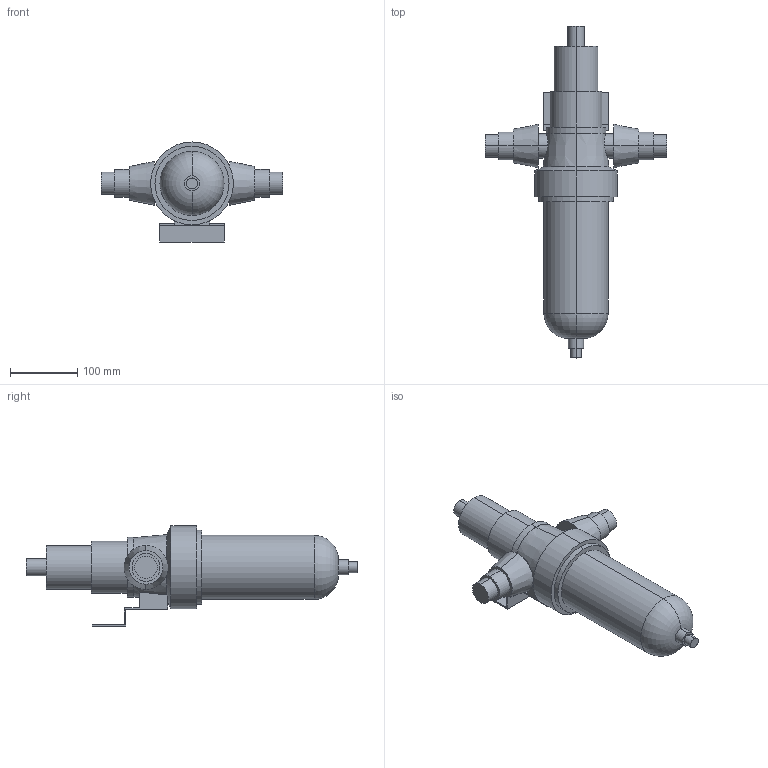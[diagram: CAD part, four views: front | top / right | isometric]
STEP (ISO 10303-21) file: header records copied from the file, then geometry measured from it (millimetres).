
FILE_DESCRIPTION (( 'STEP AP214' ), '1' );
FILE_NAME ('Cintropur UV2100 Web Light.STEP', '2018-02-21T14:12:33', ( 'PascalK' ), ( '' ), 'SwSTEP 2.0', 'SolidWorks 2018', '' );
FILE_SCHEMA (( 'AUTOMOTIVE_DESIGN' ));
Length unit declared in the file: millimetre
Products named in the file (1): Cintropur UV2100 Web Light
Bounding box: 269 x 492.5 x 148.4 mm (x, y, z)
Volume: 3198415.2 mm3; surface area: 209212 mm2
Topology: 2 solids, 2 shells, 83 faces, 192 edges, 125 vertices
Faces by surface type: plane 37, cylinder 36, cone 8, torus 2
Entity records: 3102 total; most frequent: CARTESIAN_POINT 628, DIRECTION 438, ORIENTED_EDGE 384, EDGE_CURVE 192, AXIS2_PLACEMENT_3D 172, VERTEX_POINT 125, EDGE_LOOP 99, LINE 94
